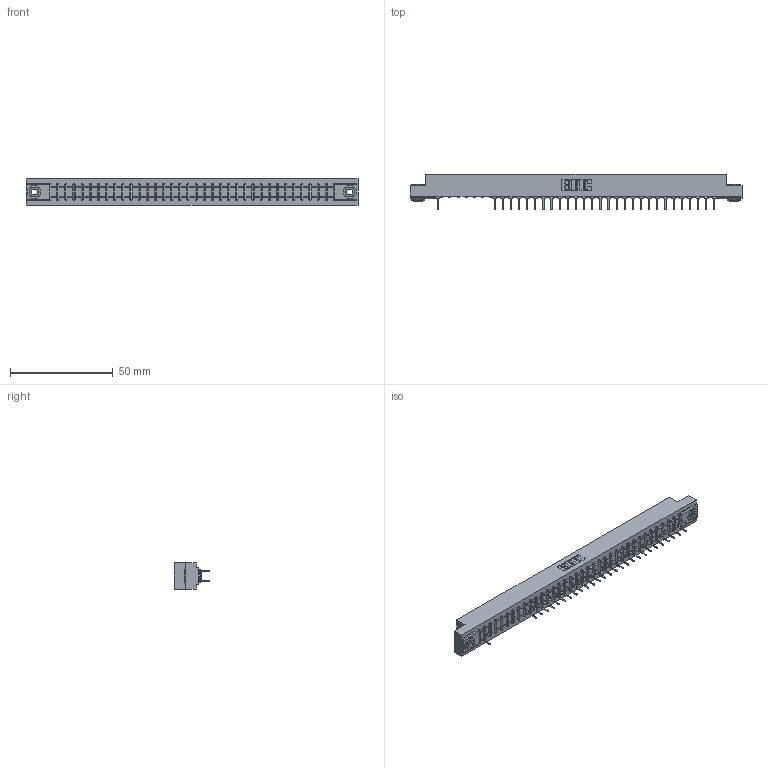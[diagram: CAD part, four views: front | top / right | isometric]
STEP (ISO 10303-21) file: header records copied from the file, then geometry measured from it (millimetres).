
FILE_DESCRIPTION (( 'STEP AP203' ), '1' );
FILE_NAME ('307-070-524-203.STEP', '2018-08-06T12:52:23', ( '' ), ( '' ), 'SwSTEP 2.0', 'SolidWorks 2016', '' );
FILE_SCHEMA (( 'CONFIG_CONTROL_DESIGN' ));
Length unit declared in the file: inch
Products named in the file (4): 307-290-001_524; 345-250-002_345-250-002-102; 307-070-524-203; 307 Part_.156 Dia Mounting Holes
Assembly tree (60 placements, depth 2):
  307-070-524-203
    307 Part_.156 Dia Mounting Holes
    307-290-001_524  x57
    345-250-002_345-250-002-102  x2
Bounding box: 161.7 x 17.42 x 12.7 mm (x, y, z)
Volume: 16959.4 mm3; surface area: 19560 mm2
Topology: 60 solids, 60 shells, 2958 faces, 8261 edges, 5330 vertices
Faces by surface type: plane 1939, cylinder 939, sphere 72, cone 8
Entity records: 32605 total; most frequent: CARTESIAN_POINT 5371, ORIENTED_EDGE 5326, DIRECTION 5265, EDGE_CURVE 2663, VECTOR 2033, LINE 2033, VERTEX_POINT 1722, AXIS2_PLACEMENT_3D 1616
